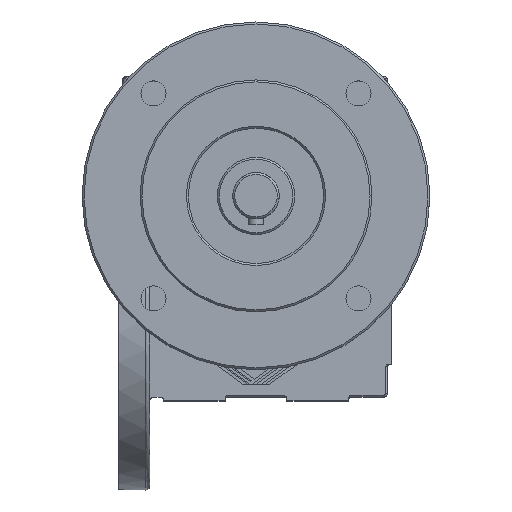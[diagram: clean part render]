
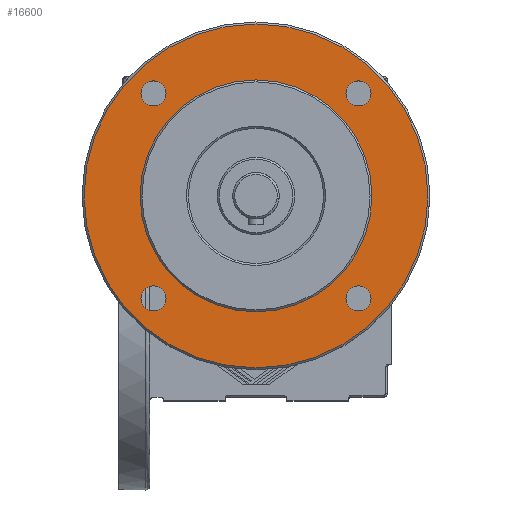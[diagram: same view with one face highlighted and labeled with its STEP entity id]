
A CAD part, top view. The second image highlights one B-rep face of the part: STEP entity #16600.
In plain terms, the highlighted free-form (B-spline) face has degree [1, 1] with [2, 2] control points.
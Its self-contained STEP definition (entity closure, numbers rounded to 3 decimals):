
#16514=CARTESIAN_POINT('',(35.5,-13.5,59.0));
#16515=VERTEX_POINT('',#16514);
#16516=CARTESIAN_POINT('',(35.5,31.,59.));
#16517=DIRECTION('',(0.0,0.0,1.0));
#16518=DIRECTION('',(0.0,1.0,0.0));
#16519=AXIS2_PLACEMENT_3D('',#16516,#16517,#16518);
#16520=CIRCLE('',#16519,44.5);
#16521=EDGE_CURVE('',#16515,#16515,#16520,.T.);
#16537=CARTESIAN_POINT('',(80.0,75.5,59.));
#16538=CARTESIAN_POINT('',(-9.0,75.5,59.));
#16539=CARTESIAN_POINT('',(80.0,-13.5,59.0));
#16540=CARTESIAN_POINT('',(-9.0,-13.5,59.));
#16541=B_SPLINE_SURFACE_WITH_KNOTS('',1,1,((#16537,#16539),(#16538,#16540)),.UNSPECIFIED.,.F.,.F.,.U.,(2,2),(2,2),(0.0,89.0),(0.0,89.),.UNSPECIFIED.);
#16542=ORIENTED_EDGE('',*,*,#16521,.T.);
#16543=EDGE_LOOP('',(#16542));
#16544=FACE_OUTER_BOUND('',#16543,.T.);
#16545=CARTESIAN_POINT('',(35.5,1.,59.0));
#16546=VERTEX_POINT('',#16545);
#16547=CARTESIAN_POINT('',(35.5,31.,59.));
#16548=DIRECTION('',(0.0,0.0,1.0));
#16549=DIRECTION('',(0.0,-1.0,0.0));
#16550=AXIS2_PLACEMENT_3D('',#16547,#16548,#16549);
#16551=CIRCLE('',#16550,30.);
#16552=EDGE_CURVE('',#16546,#16546,#16551,.T.);
#16553=ORIENTED_EDGE('',*,*,#16552,.F.);
#16554=EDGE_LOOP('',(#16553));
#16555=FACE_BOUND('',#16554,.T.);
#16556=CARTESIAN_POINT('',(58.767,57.517,59.));
#16557=VERTEX_POINT('',#16556);
#16558=CARTESIAN_POINT('',(62.017,57.517,59.));
#16559=DIRECTION('',(0.0,0.0,1.0));
#16560=DIRECTION('',(-1.0,0.0,0.0));
#16561=AXIS2_PLACEMENT_3D('',#16558,#16559,#16560);
#16562=CIRCLE('',#16561,3.25);
#16563=EDGE_CURVE('',#16557,#16557,#16562,.T.);
#16564=ORIENTED_EDGE('',*,*,#16563,.F.);
#16565=EDGE_LOOP('',(#16564));
#16566=FACE_BOUND('',#16565,.T.);
#16567=CARTESIAN_POINT('',(5.733,4.483,59.0));
#16568=VERTEX_POINT('',#16567);
#16569=CARTESIAN_POINT('',(8.983,4.483,59.0));
#16570=DIRECTION('',(0.0,0.0,1.0));
#16571=DIRECTION('',(-1.0,0.0,0.0));
#16572=AXIS2_PLACEMENT_3D('',#16569,#16570,#16571);
#16573=CIRCLE('',#16572,3.25);
#16574=EDGE_CURVE('',#16568,#16568,#16573,.T.);
#16575=ORIENTED_EDGE('',*,*,#16574,.F.);
#16576=EDGE_LOOP('',(#16575));
#16577=FACE_BOUND('',#16576,.T.);
#16578=CARTESIAN_POINT('',(5.733,57.517,59.));
#16579=VERTEX_POINT('',#16578);
#16580=CARTESIAN_POINT('',(8.983,57.517,59.));
#16581=DIRECTION('',(0.0,0.0,1.0));
#16582=DIRECTION('',(-1.0,0.0,0.0));
#16583=AXIS2_PLACEMENT_3D('',#16580,#16581,#16582);
#16584=CIRCLE('',#16583,3.25);
#16585=EDGE_CURVE('',#16579,#16579,#16584,.T.);
#16586=ORIENTED_EDGE('',*,*,#16585,.F.);
#16587=EDGE_LOOP('',(#16586));
#16588=FACE_BOUND('',#16587,.T.);
#16589=CARTESIAN_POINT('',(58.767,4.483,59.0));
#16590=VERTEX_POINT('',#16589);
#16591=CARTESIAN_POINT('',(62.017,4.483,59.0));
#16592=DIRECTION('',(0.0,0.0,1.0));
#16593=DIRECTION('',(-1.0,0.0,0.0));
#16594=AXIS2_PLACEMENT_3D('',#16591,#16592,#16593);
#16595=CIRCLE('',#16594,3.25);
#16596=EDGE_CURVE('',#16590,#16590,#16595,.T.);
#16597=ORIENTED_EDGE('',*,*,#16596,.F.);
#16598=EDGE_LOOP('',(#16597));
#16599=FACE_BOUND('',#16598,.T.);
#16600=ADVANCED_FACE('',(#16544,#16555,#16566,#16577,#16588,#16599),#16541,.T.);
